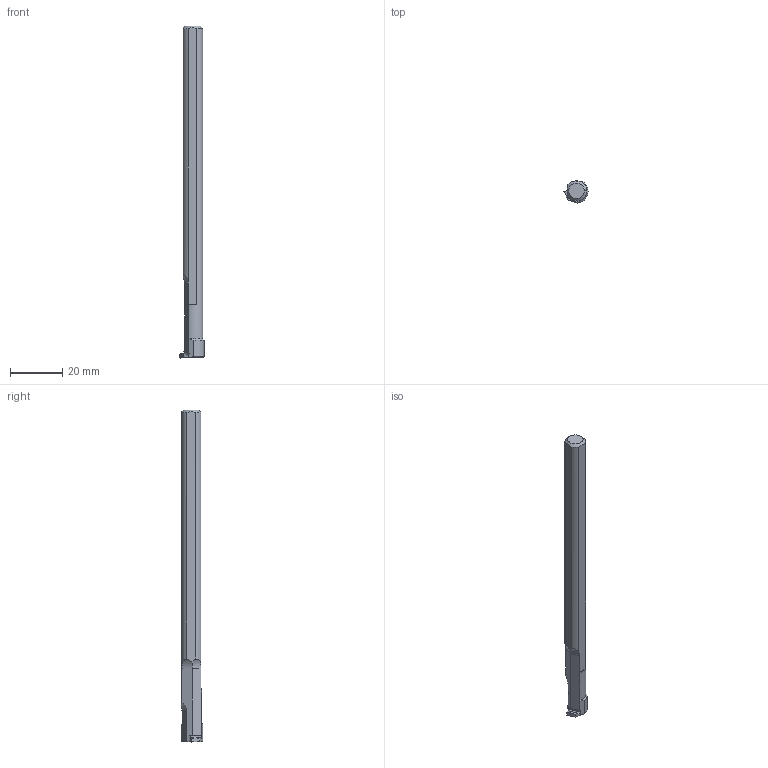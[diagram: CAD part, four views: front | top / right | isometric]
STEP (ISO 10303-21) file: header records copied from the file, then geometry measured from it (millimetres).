
FILE_DESCRIPTION(/* description */ (''),/* implementation_level */ '2;1');
FILE_NAME(/* name */ 'S-SL5NR05_CW0_062_IBCH0_004.stp',/* time_stamp */ '2023-02-27T12:03:50+09:00',/* author */ (''),/* organization */ (''),/* preprocessor_version */ 'ST-DEVELOPER v16',/* originating_system */ 'SIEMENS PLM Software NX 10.0',/* authorisation */ '');
FILE_SCHEMA (('AUTOMOTIVE_DESIGN { 1 0 10303 214 3 1 1 1 }'));
Length unit declared in the file: millimetre
Products named in the file (1): S-SL5NR05_CW0_062_IBCH0_004_ASM
Bounding box: 9.22 x 8.41 x 127 mm (x, y, z)
Volume: 5729.3 mm3; surface area: 3356.4 mm2
Topology: 2 solids, 3 shells, 85 faces, 259 edges, 196 vertices
Faces by surface type: plane 35, cylinder 33, cone 13, torus 2, sphere 2
Entity records: 3789 total; most frequent: CARTESIAN_POINT 932, DIRECTION 486, ORIENTED_EDGE 476, EDGE_CURVE 238, AXIS2_PLACEMENT_3D 179, VERTEX_POINT 161, LINE 128, VECTOR 128
